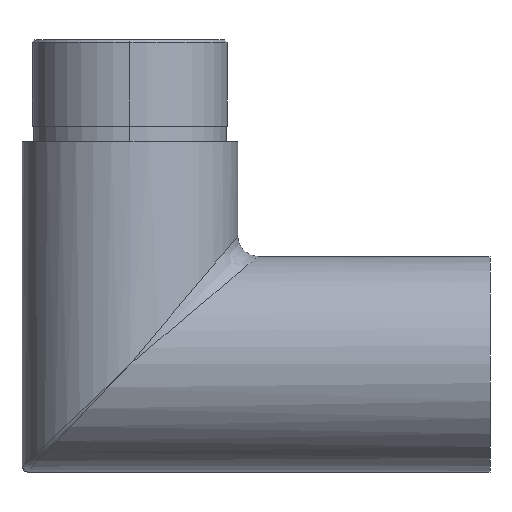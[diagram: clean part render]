
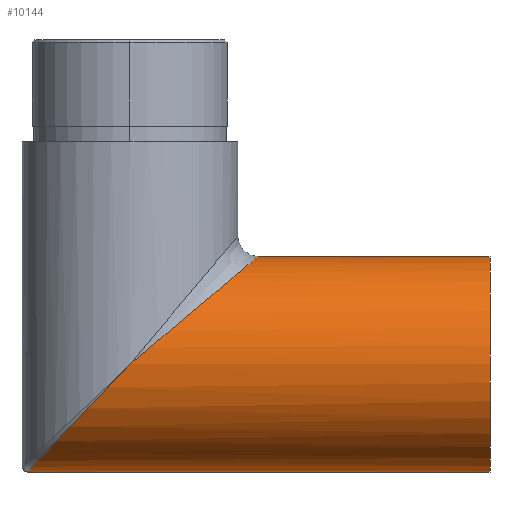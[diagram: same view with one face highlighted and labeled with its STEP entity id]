
A CAD part, left-side view. The second image highlights one B-rep face of the part: STEP entity #10144.
In plain terms, the highlighted cylindrical face has radius 21.2 mm (diameter 42.4 mm), a partial arc.
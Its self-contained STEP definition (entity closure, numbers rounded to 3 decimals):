
#146 = CARTESIAN_POINT ( 'NONE',  ( 0., 0., -21.2 ) ) ;
#330 = EDGE_CURVE ( 'NONE', #12371, #7277, #8468, .T. ) ;
#1027 = CARTESIAN_POINT ( 'NONE',  ( -21.2, 82.633, -12.419 ) ) ;
#1093 = ORIENTED_EDGE ( 'NONE', *, *, #4523, .T. ) ;
#1535 = AXIS2_PLACEMENT_3D ( 'NONE', #5737, #13983, #7050 ) ;
#2300 = AXIS2_PLACEMENT_3D ( 'NONE', #3084, #11072, #8814 ) ;
#2532 =( BOUNDED_CURVE ( )  B_SPLINE_CURVE ( 3, ( #9297, #1027, #7974, #10407 ),
 .UNSPECIFIED., .F., .F. ) 
 B_SPLINE_CURVE_WITH_KNOTS ( ( 4, 4 ),
 ( 1.571, 3.142 ),
 .UNSPECIFIED. ) 
 CURVE ( )  GEOMETRIC_REPRESENTATION_ITEM ( )  RATIONAL_B_SPLINE_CURVE ( ( 1., 0.805, 0.805, 1. ) ) 
 REPRESENTATION_ITEM ( '' )  );
#3084 = CARTESIAN_POINT ( 'NONE',  ( 0., 130.763, 0. ) ) ;
#4244 = LINE ( 'NONE', #5262, #9165 ) ;
#4523 = EDGE_CURVE ( 'NONE', #7531, #12371, #10824, .T. ) ;
#5139 = EDGE_LOOP ( 'NONE', ( #6055, #5575, #10475, #1093, #6823 ) ) ;
#5262 = CARTESIAN_POINT ( 'NONE',  ( 0., 130.763, 21.2 ) ) ;
#5575 = ORIENTED_EDGE ( 'NONE', *, *, #5661, .T. ) ;
#5642 = DIRECTION ( 'NONE',  ( 0., -1., 0. ) ) ;
#5661 = EDGE_CURVE ( 'NONE', #12003, #9472, #13763, .T. ) ;
#5737 = CARTESIAN_POINT ( 'NONE',  ( 0., 0., 0. ) ) ;
#6055 = ORIENTED_EDGE ( 'NONE', *, *, #8916, .F. ) ;
#6761 = CYLINDRICAL_SURFACE ( 'NONE', #2300, 21.2 ) ;
#6823 = ORIENTED_EDGE ( 'NONE', *, *, #330, .T. ) ;
#7050 = DIRECTION ( 'NONE',  ( 0., 0., 1. ) ) ;
#7277 = VERTEX_POINT ( 'NONE', #8297 ) ;
#7531 = VERTEX_POINT ( 'NONE', #12617 ) ;
#7974 = CARTESIAN_POINT ( 'NONE',  ( -12.419, 91., -21.2 ) ) ;
#8297 = CARTESIAN_POINT ( 'NONE',  ( 0., 0., 21.2 ) ) ;
#8327 = CARTESIAN_POINT ( 'NONE',  ( 0., 45.6, 21.2 ) ) ;
#8468 = CIRCLE ( 'NONE', #1535, 21.2 ) ;
#8814 = DIRECTION ( 'NONE',  ( 0., 0., -1. ) ) ;
#8916 = EDGE_CURVE ( 'NONE', #12003, #7277, #4244, .T. ) ;
#9165 = VECTOR ( 'NONE', #13510, 1000. ) ;
#9271 = CARTESIAN_POINT ( 'NONE',  ( 0., 45.6, 21.2 ) ) ;
#9297 = CARTESIAN_POINT ( 'NONE',  ( -21.2, 70.8, 0. ) ) ;
#9419 = CARTESIAN_POINT ( 'NONE',  ( -21.2, 70.8, 0. ) ) ;
#9472 = VERTEX_POINT ( 'NONE', #13110 ) ;
#10144 = ADVANCED_FACE ( 'NONE', ( #13444 ), #6761, .T. ) ;
#10407 = CARTESIAN_POINT ( 'NONE',  ( 0., 91., -21.2 ) ) ;
#10430 = CARTESIAN_POINT ( 'NONE',  ( -12.419, 45.6, 21.2 ) ) ;
#10475 = ORIENTED_EDGE ( 'NONE', *, *, #11437, .T. ) ;
#10824 = LINE ( 'NONE', #11536, #14078 ) ;
#11072 = DIRECTION ( 'NONE',  ( 0., -1., 0. ) ) ;
#11437 = EDGE_CURVE ( 'NONE', #9472, #7531, #2532, .T. ) ;
#11536 = CARTESIAN_POINT ( 'NONE',  ( 0., 130.763, -21.2 ) ) ;
#12003 = VERTEX_POINT ( 'NONE', #8327 ) ;
#12371 = VERTEX_POINT ( 'NONE', #146 ) ;
#12617 = CARTESIAN_POINT ( 'NONE',  ( 0., 91., -21.2 ) ) ;
#13110 = CARTESIAN_POINT ( 'NONE',  ( -21.2, 70.8, 0. ) ) ;
#13444 = FACE_OUTER_BOUND ( 'NONE', #5139, .T. ) ;
#13510 = DIRECTION ( 'NONE',  ( 0., -1., 0. ) ) ;
#13763 =( BOUNDED_CURVE ( )  B_SPLINE_CURVE ( 3, ( #9271, #10430, #13956, #9419 ),
 .UNSPECIFIED., .F., .F. ) 
 B_SPLINE_CURVE_WITH_KNOTS ( ( 4, 4 ),
 ( 0., 1.571 ),
 .UNSPECIFIED. ) 
 CURVE ( )  GEOMETRIC_REPRESENTATION_ITEM ( )  RATIONAL_B_SPLINE_CURVE ( ( 1., 0.805, 0.805, 1. ) ) 
 REPRESENTATION_ITEM ( '' )  );
#13956 = CARTESIAN_POINT ( 'NONE',  ( -21.2, 56.038, 12.419 ) ) ;
#13983 = DIRECTION ( 'NONE',  ( 0., 1., 0. ) ) ;
#14078 = VECTOR ( 'NONE', #5642, 1000. ) ;
